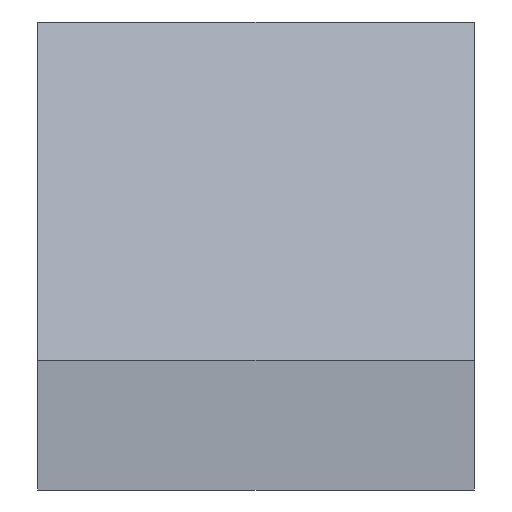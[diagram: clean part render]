
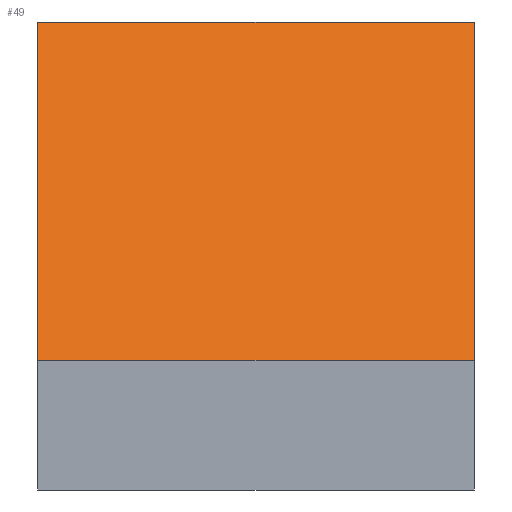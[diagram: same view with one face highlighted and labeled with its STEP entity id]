
A CAD part, front view. The second image highlights one B-rep face of the part: STEP entity #49.
In plain terms, the highlighted planar face has unit normal (0, -0.707, 0.707).
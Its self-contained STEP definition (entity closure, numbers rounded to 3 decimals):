
#49=ADVANCED_FACE('',(#94),#95,.F.);
#94=FACE_OUTER_BOUND('',#132,.T.);
#95=PLANE('',#133);
#132=EDGE_LOOP('',(#207,#208,#209,#210));
#133=AXIS2_PLACEMENT_3D('',#211,#212,#213);
#207=ORIENTED_EDGE('',*,*,#236,.F.);
#208=ORIENTED_EDGE('',*,*,#259,.T.);
#209=ORIENTED_EDGE('',*,*,#250,.T.);
#210=ORIENTED_EDGE('',*,*,#261,.F.);
#211=CARTESIAN_POINT('',(-14.0,-8.325,30.0));
#212=DIRECTION('',(0.,0.707,-0.707));
#213=DIRECTION('',(-1.0,0.0,0.));
#236=EDGE_CURVE('',#274,#276,#277,.T.);
#250=EDGE_CURVE('',#298,#296,#299,.T.);
#259=EDGE_CURVE('',#274,#298,#310,.T.);
#261=EDGE_CURVE('',#276,#296,#312,.T.);
#274=VERTEX_POINT('',#328);
#276=VERTEX_POINT('',#331);
#277=LINE('',#332,#333);
#296=VERTEX_POINT('',#361);
#298=VERTEX_POINT('',#364);
#299=LINE('',#365,#366);
#310=LINE('',#382,#383);
#312=LINE('',#385,#386);
#328=CARTESIAN_POINT('',(14.0,-8.325,30.0));
#331=CARTESIAN_POINT('',(14.0,-30.0,8.325));
#332=CARTESIAN_POINT('',(14.0,-8.325,30.0));
#333=VECTOR('',#396,30.653);
#361=CARTESIAN_POINT('',(-14.0,-30.0,8.325));
#364=CARTESIAN_POINT('',(-14.0,-8.325,30.0));
#365=CARTESIAN_POINT('',(-14.0,-8.325,30.0));
#366=VECTOR('',#407,30.653);
#382=CARTESIAN_POINT('',(14.0,-8.325,30.0));
#383=VECTOR('',#413,28.0);
#385=CARTESIAN_POINT('',(14.0,-30.0,8.325));
#386=VECTOR('',#414,28.0);
#396=DIRECTION('',(0.,-0.707,-0.707));
#407=DIRECTION('',(0.,-0.707,-0.707));
#413=DIRECTION('',(-1.0,0.,0.0));
#414=DIRECTION('',(-1.0,0.,0.0));
